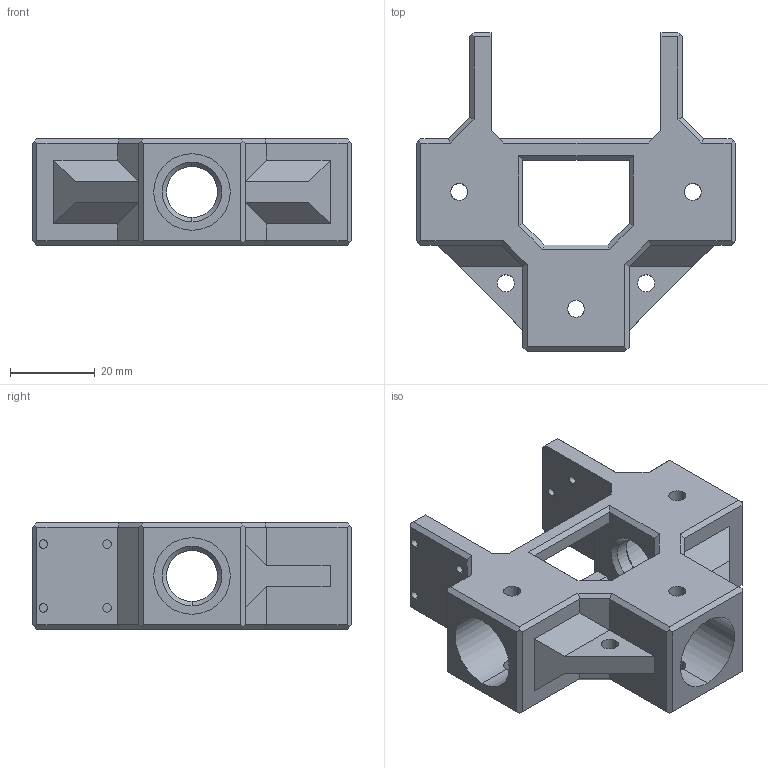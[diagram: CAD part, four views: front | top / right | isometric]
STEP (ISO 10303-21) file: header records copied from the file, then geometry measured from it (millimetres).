
FILE_DESCRIPTION (( 'STEP AP214' ), '1' );
FILE_NAME ('neck_joint.STEP', '2017-10-19T07:31:47', ( '' ), ( '' ), 'SwSTEP 2.0', 'SolidWorks 2013', '' );
FILE_SCHEMA (( 'AUTOMOTIVE_DESIGN' ));
Length unit declared in the file: millimetre
Products named in the file (1): neck_joint
Bounding box: 75 x 75 x 25 mm (x, y, z)
Volume: 40865.3 mm3; surface area: 18253.4 mm2
Topology: 1 solids, 1 shells, 163 faces, 445 edges, 280 vertices
Faces by surface type: plane 107, cylinder 44, cone 12
Entity records: 5493 total; most frequent: CARTESIAN_POINT 1229, ORIENTED_EDGE 890, DIRECTION 845, EDGE_CURVE 445, LINE 341, VECTOR 341, VERTEX_POINT 280, AXIS2_PLACEMENT_3D 252
